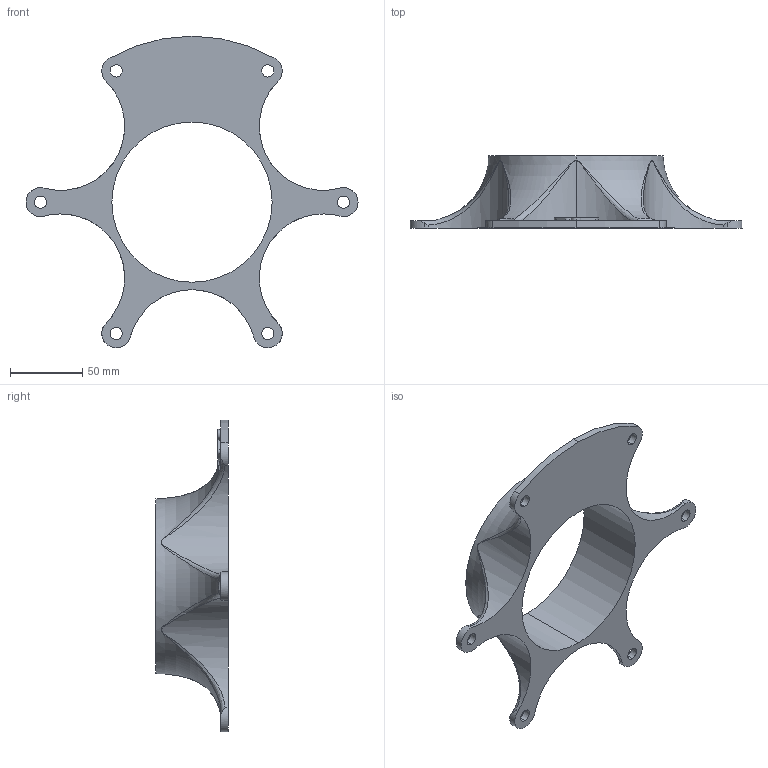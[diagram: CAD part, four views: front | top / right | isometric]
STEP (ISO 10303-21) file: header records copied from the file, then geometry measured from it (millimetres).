
FILE_DESCRIPTION (( 'STEP AP203' ), '1' );
FILE_NAME ('soporte.STEP', '2025-05-07T05:20:57', ( '' ), ( '' ), 'SwSTEP 2.0', 'SolidWorks 2020', '' );
FILE_SCHEMA (( 'CONFIG_CONTROL_DESIGN' ));
Length unit declared in the file: millimetre
Products named in the file (1): soporte
Bounding box: 230 x 50 x 215.92 mm (x, y, z)
Volume: 229117.2 mm3; surface area: 65309.2 mm2
Topology: 1 solids, 1 shells, 93 faces, 274 edges, 186 vertices
Faces by surface type: cylinder 61, plane 17, bspline 13, torus 2
Entity records: 7065 total; most frequent: CARTESIAN_POINT 4547, ORIENTED_EDGE 548, DIRECTION 480, EDGE_CURVE 274, AXIS2_PLACEMENT_3D 199, VERTEX_POINT 186, CIRCLE 118, EDGE_LOOP 110
